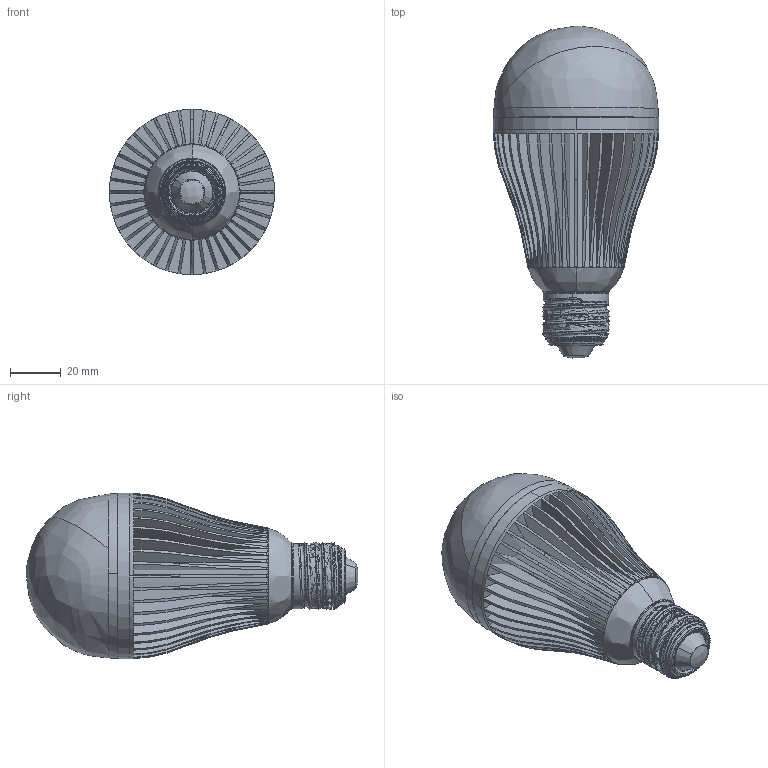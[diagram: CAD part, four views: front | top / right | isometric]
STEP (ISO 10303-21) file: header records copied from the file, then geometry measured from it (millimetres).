
FILE_DESCRIPTION (( 'STEP AP214' ), '1' );
FILE_NAME ('SP160604-XXK.STEP', '2019-02-06T21:37:15', ( 'skyadmin' ), ( 'Microsoft' ), 'SwSTEP 2.0', 'SolidWorks 2018', '' );
FILE_SCHEMA (( 'AUTOMOTIVE_DESIGN' ));
Length unit declared in the file: foot
Products named in the file (7): 505168; 505166 SP130903-X SLEEVE; 505164; SP160604-XXK; SCREW BASE SP160604; Base Tip SP160604; Base sp160604
Assembly tree (6 placements, depth 2):
  SP160604-XXK
    505164
    505166 SP130903-X SLEEVE
    505168
    Base sp160604
    Base Tip SP160604
    SCREW BASE SP160604
Bounding box: 65.2 x 130.89 x 65.2 mm (x, y, z)
Volume: 49935.7 mm3; surface area: 92037.7 mm2
Topology: 4 solids, 7 shells, 537 faces, 1565 edges, 1027 vertices
Faces by surface type: cylinder 175, plane 170, bspline 105, torus 57, cone 30
Entity records: 50649 total; most frequent: CARTESIAN_POINT 37408, ORIENTED_EDGE 3071, DIRECTION 2276, EDGE_CURVE 1547, VERTEX_POINT 1027, AXIS2_PLACEMENT_3D 963, B_SPLINE_CURVE_WITH_KNOTS 667, EDGE_LOOP 573
